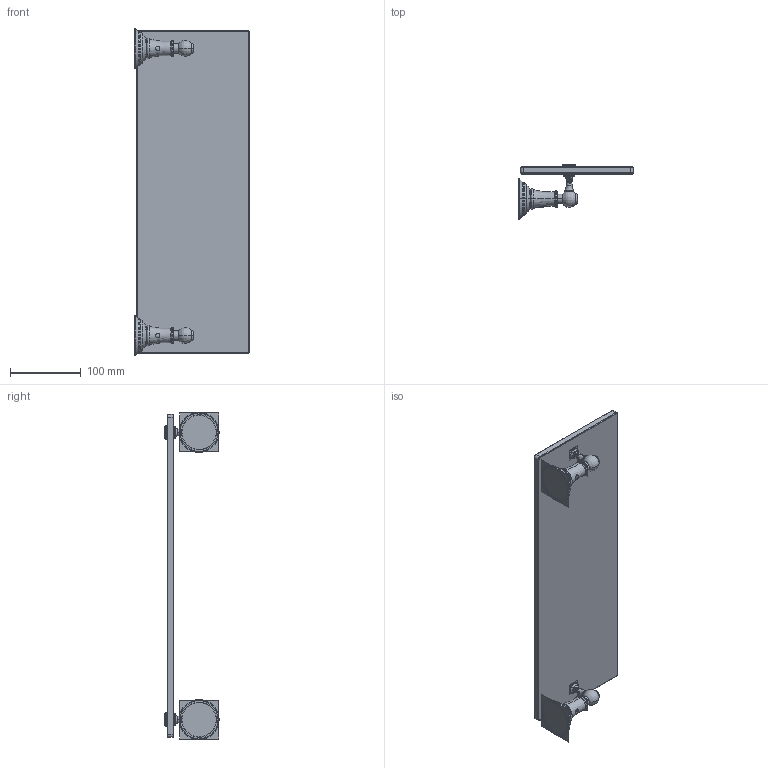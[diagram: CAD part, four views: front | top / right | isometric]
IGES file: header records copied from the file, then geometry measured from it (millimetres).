
Start section:  PTC IGES file: 5434t-18_asm.igs
Global section: file name: 5434t-18_asm.igs; native system: Creo Parametric by PTC Inc.; preprocessor: 2018400; author: jinson.thomas; organization: Unknown; date: 20190808.110331; units: inch
Bounding box: 162.5 x 76.54 x 462.95 mm (x, y, z)
Volume: 773314 mm3; surface area: 928273.2 mm2
Topology: 9 solids, 9 shells, 2044 faces, 10752 edges, 13748 vertices
Faces by surface type: revolution 1132, bspline 912
